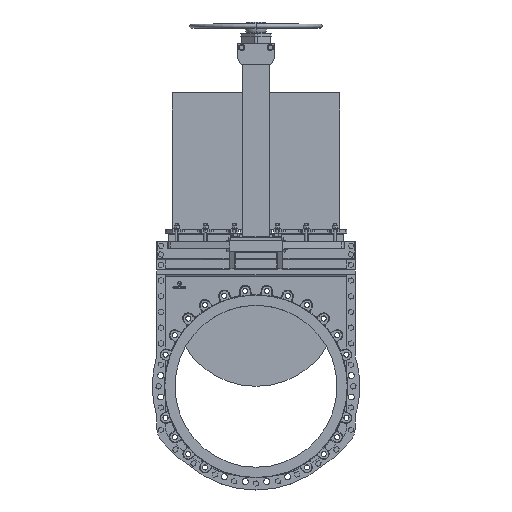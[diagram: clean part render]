
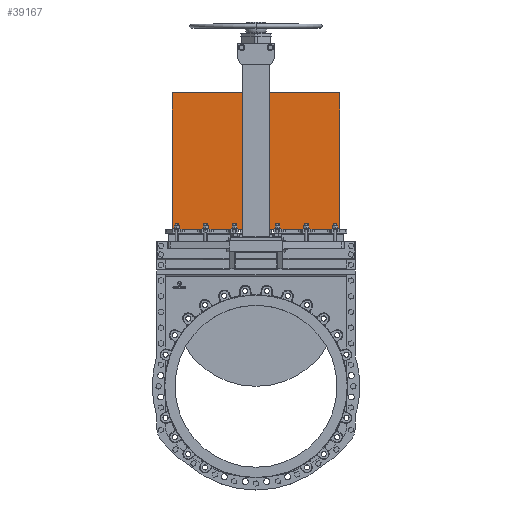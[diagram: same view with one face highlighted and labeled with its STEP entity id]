
A CAD part, top view. The second image highlights one B-rep face of the part: STEP entity #39167.
In plain terms, the highlighted planar face has unit normal (0, 0, 1).
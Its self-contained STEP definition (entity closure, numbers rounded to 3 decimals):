
#35972 = CARTESIAN_POINT ( 'NONE',  ( -505.5, 1775., 10. ) ) ;
#35974 = CARTESIAN_POINT ( 'NONE',  ( 505.5, 950., 10. ) ) ;
#35984 = CARTESIAN_POINT ( 'NONE',  ( 505.5, 1775., 10. ) ) ;
#35986 = CARTESIAN_POINT ( 'NONE',  ( -72.5, 1742.5, 10. ) ) ;
#35987 = CARTESIAN_POINT ( 'NONE',  ( -505.5, 950., 10. ) ) ;
#35988 = CARTESIAN_POINT ( 'NONE',  ( -20.05, 1742.5, 10. ) ) ;
#35989 = CARTESIAN_POINT ( 'NONE',  ( 20.05, 1742.5, 10. ) ) ;
#35990 = CARTESIAN_POINT ( 'NONE',  ( 47.5, 1742.5, 10. ) ) ;
#35991 = CARTESIAN_POINT ( 'NONE',  ( -47.5, 1742.5, 10. ) ) ;
#35993 = CARTESIAN_POINT ( 'NONE',  ( 72.5, 1742.5, 10. ) ) ;
#39167 = ADVANCED_FACE ( 'NONE', ( #146260, #146261, #146262, #146263 ), #150694, .T. ) ;
#83711 = EDGE_LOOP ( 'NONE', ( #144813, #144815, #144814, #144816 ) ) ;
#83717 = EDGE_LOOP ( 'NONE', ( #144811, #144812 ) ) ;
#83721 = EDGE_LOOP ( 'NONE', ( #144807, #144809 ) ) ;
#83728 = EDGE_LOOP ( 'NONE', ( #144806, #144810 ) ) ;
#86434 = VERTEX_POINT ( 'NONE', #35972 ) ;
#86436 = VERTEX_POINT ( 'NONE', #35974 ) ;
#86446 = VERTEX_POINT ( 'NONE', #35984 ) ;
#86448 = VERTEX_POINT ( 'NONE', #35986 ) ;
#86449 = VERTEX_POINT ( 'NONE', #35987 ) ;
#86450 = VERTEX_POINT ( 'NONE', #35988 ) ;
#86451 = VERTEX_POINT ( 'NONE', #35989 ) ;
#86452 = VERTEX_POINT ( 'NONE', #35990 ) ;
#86453 = VERTEX_POINT ( 'NONE', #35991 ) ;
#86455 = VERTEX_POINT ( 'NONE', #35993 ) ;
#113929 = EDGE_CURVE ( 'NONE', #86434, #86449, #122579, .T. ) ;
#113931 = EDGE_CURVE ( 'NONE', #86436, #86449, #122584, .T. ) ;
#113933 = EDGE_CURVE ( 'NONE', #86453, #86448, #122204, .T. ) ;
#113935 = EDGE_CURVE ( 'NONE', #86448, #86453, #122209, .T. ) ;
#113937 = EDGE_CURVE ( 'NONE', #86451, #86450, #122210, .T. ) ;
#113939 = EDGE_CURVE ( 'NONE', #86450, #86451, #122218, .T. ) ;
#113941 = EDGE_CURVE ( 'NONE', #86455, #86452, #122224, .T. ) ;
#113943 = EDGE_CURVE ( 'NONE', #86452, #86455, #122222, .T. ) ;
#113947 = EDGE_CURVE ( 'NONE', #86446, #86436, #122600, .T. ) ;
#113957 = EDGE_CURVE ( 'NONE', #86434, #86446, #122622, .T. ) ;
#122197 = VECTOR ( 'NONE', #142900, 1000. ) ;
#122201 = VECTOR ( 'NONE', #142905, 1000. ) ;
#122204 = CIRCLE ( 'NONE', #122205, 12.5 ) ;
#122205 = AXIS2_PLACEMENT_3D ( 'NONE', #142916, #142917, #142918 ) ;
#122209 = CIRCLE ( 'NONE', #122211, 12.5 ) ;
#122210 = CIRCLE ( 'NONE', #122217, 20.05 ) ;
#122211 = AXIS2_PLACEMENT_3D ( 'NONE', #142929, #142930, #142931 ) ;
#122217 = AXIS2_PLACEMENT_3D ( 'NONE', #142943, #142944, #142945 ) ;
#122218 = CIRCLE ( 'NONE', #122221, 20.05 ) ;
#122221 = AXIS2_PLACEMENT_3D ( 'NONE', #142948, #142949, #142950 ) ;
#122222 = CIRCLE ( 'NONE', #122230, 12.5 ) ;
#122224 = CIRCLE ( 'NONE', #122225, 12.5 ) ;
#122225 = AXIS2_PLACEMENT_3D ( 'NONE', #142954, #142955, #142956 ) ;
#122230 = AXIS2_PLACEMENT_3D ( 'NONE', #142968, #142969, #142970 ) ;
#122238 = VECTOR ( 'NONE', #142988, 1000. ) ;
#122260 = VECTOR ( 'NONE', #143035, 1000. ) ;
#122579 = LINE ( 'NONE', #142899, #122197 ) ;
#122584 = LINE ( 'NONE', #142904, #122201 ) ;
#122600 = LINE ( 'NONE', #142987, #122238 ) ;
#122622 = LINE ( 'NONE', #143034, #122260 ) ;
#134284 = AXIS2_PLACEMENT_3D ( 'NONE', #150696, #150698, #150700 ) ;
#142899 = CARTESIAN_POINT ( 'NONE',  ( -505.5, -701.513, 10. ) ) ;
#142900 = DIRECTION ( 'NONE',  ( 0., -1., 0. ) ) ;
#142904 = CARTESIAN_POINT ( 'NONE',  ( 0., 950., 10. ) ) ;
#142905 = DIRECTION ( 'NONE',  ( -1., 0., 0. ) ) ;
#142916 = CARTESIAN_POINT ( 'NONE',  ( -60., 1742.5, 10. ) ) ;
#142917 = DIRECTION ( 'NONE',  ( 0., 0., 1. ) ) ;
#142918 = DIRECTION ( 'NONE',  ( 1., 0., 0. ) ) ;
#142929 = CARTESIAN_POINT ( 'NONE',  ( -60., 1742.5, 10. ) ) ;
#142930 = DIRECTION ( 'NONE',  ( 0., 0., 1. ) ) ;
#142931 = DIRECTION ( 'NONE',  ( 1., 0., 0. ) ) ;
#142943 = CARTESIAN_POINT ( 'NONE',  ( 0., 1742.5, 10. ) ) ;
#142944 = DIRECTION ( 'NONE',  ( 0., 0., 1. ) ) ;
#142945 = DIRECTION ( 'NONE',  ( 1., 0., 0. ) ) ;
#142948 = CARTESIAN_POINT ( 'NONE',  ( 0., 1742.5, 10. ) ) ;
#142949 = DIRECTION ( 'NONE',  ( 0., 0., 1. ) ) ;
#142950 = DIRECTION ( 'NONE',  ( 1., 0., 0. ) ) ;
#142954 = CARTESIAN_POINT ( 'NONE',  ( 60., 1742.5, 10. ) ) ;
#142955 = DIRECTION ( 'NONE',  ( 0., 0., 1. ) ) ;
#142956 = DIRECTION ( 'NONE',  ( 1., 0., 0. ) ) ;
#142968 = CARTESIAN_POINT ( 'NONE',  ( 60., 1742.5, 10. ) ) ;
#142969 = DIRECTION ( 'NONE',  ( 0., 0., 1. ) ) ;
#142970 = DIRECTION ( 'NONE',  ( 1., 0., 0. ) ) ;
#142987 = CARTESIAN_POINT ( 'NONE',  ( 505.5, -701.513, 10. ) ) ;
#142988 = DIRECTION ( 'NONE',  ( 0., -1., 0. ) ) ;
#143034 = CARTESIAN_POINT ( 'NONE',  ( 0., 1775., 10. ) ) ;
#143035 = DIRECTION ( 'NONE',  ( 1., 0., 0. ) ) ;
#144806 = ORIENTED_EDGE ( 'NONE', *, *, #113941, .F. ) ;
#144807 = ORIENTED_EDGE ( 'NONE', *, *, #113937, .F. ) ;
#144809 = ORIENTED_EDGE ( 'NONE', *, *, #113939, .F. ) ;
#144810 = ORIENTED_EDGE ( 'NONE', *, *, #113943, .F. ) ;
#144811 = ORIENTED_EDGE ( 'NONE', *, *, #113933, .F. ) ;
#144812 = ORIENTED_EDGE ( 'NONE', *, *, #113935, .F. ) ;
#144813 = ORIENTED_EDGE ( 'NONE', *, *, #113929, .T. ) ;
#144814 = ORIENTED_EDGE ( 'NONE', *, *, #113947, .F. ) ;
#144815 = ORIENTED_EDGE ( 'NONE', *, *, #113931, .F. ) ;
#144816 = ORIENTED_EDGE ( 'NONE', *, *, #113957, .F. ) ;
#146260 = FACE_BOUND ( 'NONE', #83728, .T. ) ;
#146261 = FACE_BOUND ( 'NONE', #83721, .T. ) ;
#146262 = FACE_BOUND ( 'NONE', #83717, .T. ) ;
#146263 = FACE_OUTER_BOUND ( 'NONE', #83711, .T. ) ;
#150694 = PLANE ( 'NONE',  #134284 ) ;
#150696 = CARTESIAN_POINT ( 'NONE',  ( 0., -701.513, 10. ) ) ;
#150698 = DIRECTION ( 'NONE',  ( 0., 0., 1. ) ) ;
#150700 = DIRECTION ( 'NONE',  ( 1., 0., 0. ) ) ;
